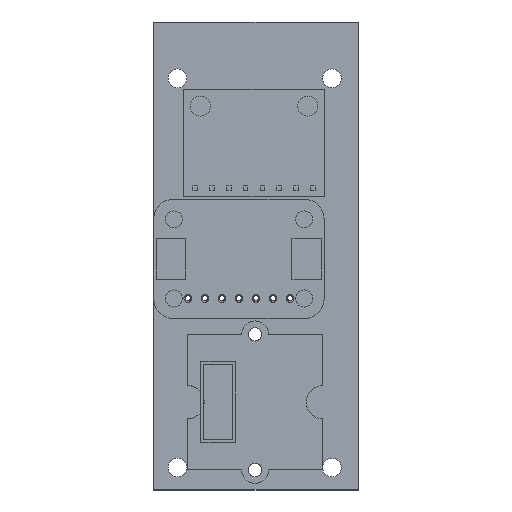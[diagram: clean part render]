
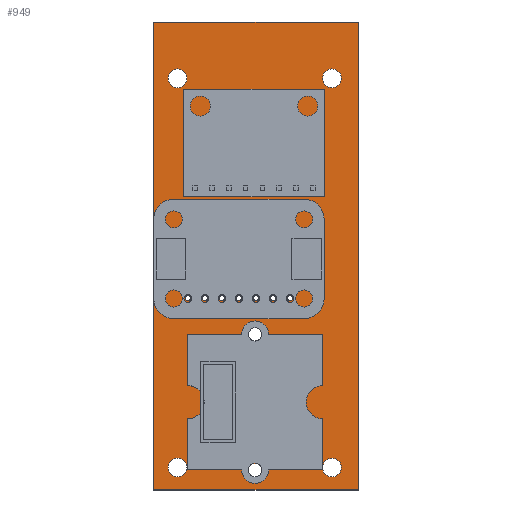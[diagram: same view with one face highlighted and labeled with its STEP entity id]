
A CAD part, top view. The second image highlights one B-rep face of the part: STEP entity #949.
In plain terms, the highlighted planar face has unit normal (0, 0, 1).
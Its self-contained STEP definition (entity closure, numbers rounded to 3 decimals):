
#64 = VERTEX_POINT('',#65);
#65 = CARTESIAN_POINT('',(0.,0.127,0.411));
#71 = EDGE_CURVE('',#64,#72,#74,.T.);
#72 = VERTEX_POINT('',#73);
#73 = CARTESIAN_POINT('',(30.48,0.127,0.411));
#74 = LINE('',#75,#76);
#75 = CARTESIAN_POINT('',(0.,0.127,0.411));
#76 = VECTOR('',#77,1.);
#77 = DIRECTION('',(1.,0.,0.));
#102 = EDGE_CURVE('',#72,#103,#105,.T.);
#103 = VERTEX_POINT('',#104);
#104 = CARTESIAN_POINT('',(30.48,69.85,0.411));
#105 = LINE('',#106,#107);
#106 = CARTESIAN_POINT('',(30.48,0.127,0.411));
#107 = VECTOR('',#108,1.);
#108 = DIRECTION('',(0.,1.,0.));
#133 = EDGE_CURVE('',#103,#134,#136,.T.);
#134 = VERTEX_POINT('',#135);
#135 = CARTESIAN_POINT('',(0.,69.85,0.411));
#136 = LINE('',#137,#138);
#137 = CARTESIAN_POINT('',(30.48,69.85,0.411));
#138 = VECTOR('',#139,1.);
#139 = DIRECTION('',(-1.,0.,0.));
#164 = EDGE_CURVE('',#134,#64,#165,.T.);
#165 = LINE('',#166,#167);
#166 = CARTESIAN_POINT('',(0.,69.85,0.411));
#167 = VECTOR('',#168,1.);
#168 = DIRECTION('',(0.,-1.,0.));
#188 = VERTEX_POINT('',#189);
#189 = CARTESIAN_POINT('',(4.956,3.468,0.411));
#195 = EDGE_CURVE('',#188,#188,#196,.T.);
#196 = CIRCLE('',#197,1.4);
#197 = AXIS2_PLACEMENT_3D('',#198,#199,#200);
#198 = CARTESIAN_POINT('',(3.556,3.468,0.411));
#199 = DIRECTION('',(0.,0.,1.));
#200 = DIRECTION('',(1.,0.,-0.));
#221 = VERTEX_POINT('',#222);
#222 = CARTESIAN_POINT('',(5.461,28.702,0.411));
#228 = EDGE_CURVE('',#221,#221,#229,.T.);
#229 = CIRCLE('',#230,0.381);
#230 = AXIS2_PLACEMENT_3D('',#231,#232,#233);
#231 = CARTESIAN_POINT('',(5.08,28.702,0.411));
#232 = DIRECTION('',(0.,0.,1.));
#233 = DIRECTION('',(1.,0.,-0.));
#254 = VERTEX_POINT('',#255);
#255 = CARTESIAN_POINT('',(13.081,28.702,0.411));
#261 = EDGE_CURVE('',#254,#254,#262,.T.);
#262 = CIRCLE('',#263,0.381);
#263 = AXIS2_PLACEMENT_3D('',#264,#265,#266);
#264 = CARTESIAN_POINT('',(12.7,28.702,0.411));
#265 = DIRECTION('',(0.,0.,1.));
#266 = DIRECTION('',(1.,0.,-0.));
#287 = VERTEX_POINT('',#288);
#288 = CARTESIAN_POINT('',(8.001,28.702,0.411));
#294 = EDGE_CURVE('',#287,#287,#295,.T.);
#295 = CIRCLE('',#296,0.381);
#296 = AXIS2_PLACEMENT_3D('',#297,#298,#299);
#297 = CARTESIAN_POINT('',(7.62,28.702,0.411));
#298 = DIRECTION('',(0.,0.,1.));
#299 = DIRECTION('',(1.,0.,-0.));
#320 = VERTEX_POINT('',#321);
#321 = CARTESIAN_POINT('',(10.541,28.702,0.411));
#327 = EDGE_CURVE('',#320,#320,#328,.T.);
#328 = CIRCLE('',#329,0.381);
#329 = AXIS2_PLACEMENT_3D('',#330,#331,#332);
#330 = CARTESIAN_POINT('',(10.16,28.702,0.411));
#331 = DIRECTION('',(0.,0.,1.));
#332 = DIRECTION('',(1.,0.,-0.));
#353 = VERTEX_POINT('',#354);
#354 = CARTESIAN_POINT('',(6.596,45.085,0.411));
#360 = EDGE_CURVE('',#353,#353,#361,.T.);
#361 = CIRCLE('',#362,0.5);
#362 = AXIS2_PLACEMENT_3D('',#363,#364,#365);
#363 = CARTESIAN_POINT('',(6.096,45.085,0.411));
#364 = DIRECTION('',(0.,0.,1.));
#365 = DIRECTION('',(1.,0.,-0.));
#386 = VERTEX_POINT('',#387);
#387 = CARTESIAN_POINT('',(4.956,61.468,0.411));
#393 = EDGE_CURVE('',#386,#386,#394,.T.);
#394 = CIRCLE('',#395,1.4);
#395 = AXIS2_PLACEMENT_3D('',#396,#397,#398);
#396 = CARTESIAN_POINT('',(3.556,61.468,0.411));
#397 = DIRECTION('',(0.,0.,1.));
#398 = DIRECTION('',(1.,0.,-0.));
#419 = VERTEX_POINT('',#420);
#420 = CARTESIAN_POINT('',(14.216,45.085,0.411));
#426 = EDGE_CURVE('',#419,#419,#427,.T.);
#427 = CIRCLE('',#428,0.5);
#428 = AXIS2_PLACEMENT_3D('',#429,#430,#431);
#429 = CARTESIAN_POINT('',(13.716,45.085,0.411));
#430 = DIRECTION('',(0.,0.,1.));
#431 = DIRECTION('',(1.,0.,-0.));
#452 = VERTEX_POINT('',#453);
#453 = CARTESIAN_POINT('',(9.136,45.085,0.411));
#459 = EDGE_CURVE('',#452,#452,#460,.T.);
#460 = CIRCLE('',#461,0.5);
#461 = AXIS2_PLACEMENT_3D('',#462,#463,#464);
#462 = CARTESIAN_POINT('',(8.636,45.085,0.411));
#463 = DIRECTION('',(0.,0.,1.));
#464 = DIRECTION('',(1.,0.,-0.));
#485 = VERTEX_POINT('',#486);
#486 = CARTESIAN_POINT('',(11.676,45.085,0.411));
#492 = EDGE_CURVE('',#485,#485,#493,.T.);
#493 = CIRCLE('',#494,0.5);
#494 = AXIS2_PLACEMENT_3D('',#495,#496,#497);
#495 = CARTESIAN_POINT('',(11.176,45.085,0.411));
#496 = DIRECTION('',(0.,0.,1.));
#497 = DIRECTION('',(1.,0.,-0.));
#518 = VERTEX_POINT('',#519);
#519 = CARTESIAN_POINT('',(16.129,3.048,0.411));
#525 = EDGE_CURVE('',#518,#518,#526,.T.);
#526 = CIRCLE('',#527,1.016);
#527 = AXIS2_PLACEMENT_3D('',#528,#529,#530);
#528 = CARTESIAN_POINT('',(15.113,3.048,0.411));
#529 = DIRECTION('',(0.,0.,1.));
#530 = DIRECTION('',(1.,0.,-0.));
#551 = VERTEX_POINT('',#552);
#552 = CARTESIAN_POINT('',(16.129,23.368,0.411));
#558 = EDGE_CURVE('',#551,#551,#559,.T.);
#559 = CIRCLE('',#560,1.016);
#560 = AXIS2_PLACEMENT_3D('',#561,#562,#563);
#561 = CARTESIAN_POINT('',(15.113,23.368,0.411));
#562 = DIRECTION('',(0.,0.,1.));
#563 = DIRECTION('',(1.,0.,-0.));
#584 = VERTEX_POINT('',#585);
#585 = CARTESIAN_POINT('',(27.956,3.468,0.411));
#591 = EDGE_CURVE('',#584,#584,#592,.T.);
#592 = CIRCLE('',#593,1.4);
#593 = AXIS2_PLACEMENT_3D('',#594,#595,#596);
#594 = CARTESIAN_POINT('',(26.556,3.468,0.411));
#595 = DIRECTION('',(0.,0.,1.));
#596 = DIRECTION('',(1.,0.,-0.));
#617 = VERTEX_POINT('',#618);
#618 = CARTESIAN_POINT('',(18.161,28.702,0.411));
#624 = EDGE_CURVE('',#617,#617,#625,.T.);
#625 = CIRCLE('',#626,0.381);
#626 = AXIS2_PLACEMENT_3D('',#627,#628,#629);
#627 = CARTESIAN_POINT('',(17.78,28.702,0.411));
#628 = DIRECTION('',(0.,0.,1.));
#629 = DIRECTION('',(1.,0.,-0.));
#650 = VERTEX_POINT('',#651);
#651 = CARTESIAN_POINT('',(20.701,28.702,0.411));
#657 = EDGE_CURVE('',#650,#650,#658,.T.);
#658 = CIRCLE('',#659,0.381);
#659 = AXIS2_PLACEMENT_3D('',#660,#661,#662);
#660 = CARTESIAN_POINT('',(20.32,28.702,0.411));
#661 = DIRECTION('',(0.,0.,1.));
#662 = DIRECTION('',(1.,0.,-0.));
#683 = VERTEX_POINT('',#684);
#684 = CARTESIAN_POINT('',(15.621,28.702,0.411));
#690 = EDGE_CURVE('',#683,#683,#691,.T.);
#691 = CIRCLE('',#692,0.381);
#692 = AXIS2_PLACEMENT_3D('',#693,#694,#695);
#693 = CARTESIAN_POINT('',(15.24,28.702,0.411));
#694 = DIRECTION('',(0.,0.,1.));
#695 = DIRECTION('',(1.,0.,-0.));
#716 = VERTEX_POINT('',#717);
#717 = CARTESIAN_POINT('',(16.756,45.085,0.411));
#723 = EDGE_CURVE('',#716,#716,#724,.T.);
#724 = CIRCLE('',#725,0.5);
#725 = AXIS2_PLACEMENT_3D('',#726,#727,#728);
#726 = CARTESIAN_POINT('',(16.256,45.085,0.411));
#727 = DIRECTION('',(0.,0.,1.));
#728 = DIRECTION('',(1.,0.,-0.));
#749 = VERTEX_POINT('',#750);
#750 = CARTESIAN_POINT('',(19.296,45.085,0.411));
#756 = EDGE_CURVE('',#749,#749,#757,.T.);
#757 = CIRCLE('',#758,0.5);
#758 = AXIS2_PLACEMENT_3D('',#759,#760,#761);
#759 = CARTESIAN_POINT('',(18.796,45.085,0.411));
#760 = DIRECTION('',(0.,0.,1.));
#761 = DIRECTION('',(1.,0.,-0.));
#782 = VERTEX_POINT('',#783);
#783 = CARTESIAN_POINT('',(21.836,45.085,0.411));
#789 = EDGE_CURVE('',#782,#782,#790,.T.);
#790 = CIRCLE('',#791,0.5);
#791 = AXIS2_PLACEMENT_3D('',#792,#793,#794);
#792 = CARTESIAN_POINT('',(21.336,45.085,0.411));
#793 = DIRECTION('',(0.,0.,1.));
#794 = DIRECTION('',(1.,0.,-0.));
#815 = VERTEX_POINT('',#816);
#816 = CARTESIAN_POINT('',(24.376,45.085,0.411));
#822 = EDGE_CURVE('',#815,#815,#823,.T.);
#823 = CIRCLE('',#824,0.5);
#824 = AXIS2_PLACEMENT_3D('',#825,#826,#827);
#825 = CARTESIAN_POINT('',(23.876,45.085,0.411));
#826 = DIRECTION('',(0.,0.,1.));
#827 = DIRECTION('',(1.,0.,-0.));
#848 = VERTEX_POINT('',#849);
#849 = CARTESIAN_POINT('',(27.956,61.468,0.411));
#855 = EDGE_CURVE('',#848,#848,#856,.T.);
#856 = CIRCLE('',#857,1.4);
#857 = AXIS2_PLACEMENT_3D('',#858,#859,#860);
#858 = CARTESIAN_POINT('',(26.556,61.468,0.411));
#859 = DIRECTION('',(0.,0.,1.));
#860 = DIRECTION('',(1.,0.,-0.));
#949 = ADVANCED_FACE('',(#950,#956,#959,#962,#965,#968,#971,#974,#977,
    #980,#983,#986,#989,#992,#995,#998,#1001,#1004,#1007,#1010,#1013,
    #1016),#1019,.T.);
#950 = FACE_BOUND('',#951,.T.);
#951 = EDGE_LOOP('',(#952,#953,#954,#955));
#952 = ORIENTED_EDGE('',*,*,#71,.T.);
#953 = ORIENTED_EDGE('',*,*,#102,.T.);
#954 = ORIENTED_EDGE('',*,*,#133,.T.);
#955 = ORIENTED_EDGE('',*,*,#164,.T.);
#956 = FACE_BOUND('',#957,.T.);
#957 = EDGE_LOOP('',(#958));
#958 = ORIENTED_EDGE('',*,*,#195,.F.);
#959 = FACE_BOUND('',#960,.T.);
#960 = EDGE_LOOP('',(#961));
#961 = ORIENTED_EDGE('',*,*,#228,.F.);
#962 = FACE_BOUND('',#963,.T.);
#963 = EDGE_LOOP('',(#964));
#964 = ORIENTED_EDGE('',*,*,#261,.F.);
#965 = FACE_BOUND('',#966,.T.);
#966 = EDGE_LOOP('',(#967));
#967 = ORIENTED_EDGE('',*,*,#294,.F.);
#968 = FACE_BOUND('',#969,.T.);
#969 = EDGE_LOOP('',(#970));
#970 = ORIENTED_EDGE('',*,*,#327,.F.);
#971 = FACE_BOUND('',#972,.T.);
#972 = EDGE_LOOP('',(#973));
#973 = ORIENTED_EDGE('',*,*,#360,.F.);
#974 = FACE_BOUND('',#975,.T.);
#975 = EDGE_LOOP('',(#976));
#976 = ORIENTED_EDGE('',*,*,#393,.F.);
#977 = FACE_BOUND('',#978,.T.);
#978 = EDGE_LOOP('',(#979));
#979 = ORIENTED_EDGE('',*,*,#426,.F.);
#980 = FACE_BOUND('',#981,.T.);
#981 = EDGE_LOOP('',(#982));
#982 = ORIENTED_EDGE('',*,*,#459,.F.);
#983 = FACE_BOUND('',#984,.T.);
#984 = EDGE_LOOP('',(#985));
#985 = ORIENTED_EDGE('',*,*,#492,.F.);
#986 = FACE_BOUND('',#987,.T.);
#987 = EDGE_LOOP('',(#988));
#988 = ORIENTED_EDGE('',*,*,#525,.F.);
#989 = FACE_BOUND('',#990,.T.);
#990 = EDGE_LOOP('',(#991));
#991 = ORIENTED_EDGE('',*,*,#558,.F.);
#992 = FACE_BOUND('',#993,.T.);
#993 = EDGE_LOOP('',(#994));
#994 = ORIENTED_EDGE('',*,*,#591,.F.);
#995 = FACE_BOUND('',#996,.T.);
#996 = EDGE_LOOP('',(#997));
#997 = ORIENTED_EDGE('',*,*,#624,.F.);
#998 = FACE_BOUND('',#999,.T.);
#999 = EDGE_LOOP('',(#1000));
#1000 = ORIENTED_EDGE('',*,*,#657,.F.);
#1001 = FACE_BOUND('',#1002,.T.);
#1002 = EDGE_LOOP('',(#1003));
#1003 = ORIENTED_EDGE('',*,*,#690,.F.);
#1004 = FACE_BOUND('',#1005,.T.);
#1005 = EDGE_LOOP('',(#1006));
#1006 = ORIENTED_EDGE('',*,*,#723,.F.);
#1007 = FACE_BOUND('',#1008,.T.);
#1008 = EDGE_LOOP('',(#1009));
#1009 = ORIENTED_EDGE('',*,*,#756,.F.);
#1010 = FACE_BOUND('',#1011,.T.);
#1011 = EDGE_LOOP('',(#1012));
#1012 = ORIENTED_EDGE('',*,*,#789,.F.);
#1013 = FACE_BOUND('',#1014,.T.);
#1014 = EDGE_LOOP('',(#1015));
#1015 = ORIENTED_EDGE('',*,*,#822,.F.);
#1016 = FACE_BOUND('',#1017,.T.);
#1017 = EDGE_LOOP('',(#1018));
#1018 = ORIENTED_EDGE('',*,*,#855,.F.);
#1019 = PLANE('',#1020);
#1020 = AXIS2_PLACEMENT_3D('',#1021,#1022,#1023);
#1021 = CARTESIAN_POINT('',(15.24,34.989,0.411));
#1022 = DIRECTION('',(0.,0.,1.));
#1023 = DIRECTION('',(1.,0.,-0.));
